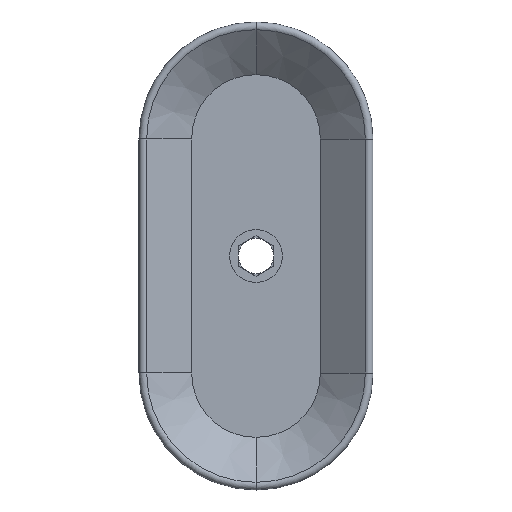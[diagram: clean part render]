
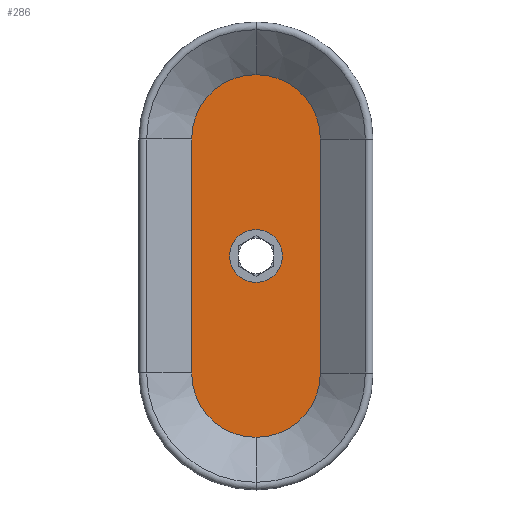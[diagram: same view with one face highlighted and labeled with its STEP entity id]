
A CAD part, front view. The second image highlights one B-rep face of the part: STEP entity #286.
In plain terms, the highlighted planar face has unit normal (0, -1, 0).
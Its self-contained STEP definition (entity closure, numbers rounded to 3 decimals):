
#286=ADVANCED_FACE('',(#642,#643),#644,.T.);
#642=FACE_BOUND('',#1064,.T.);
#643=FACE_OUTER_BOUND('',#1065,.T.);
#644=PLANE('',#1066);
#1064=EDGE_LOOP('',(#3191,#3192));
#1065=EDGE_LOOP('',(#3193,#3194,#3195,#3196,#3197,#3198));
#1066=AXIS2_PLACEMENT_3D('',#3199,#3200,#3201);
#3191=ORIENTED_EDGE('',*,*,#3795,.F.);
#3192=ORIENTED_EDGE('',*,*,#3979,.F.);
#3193=ORIENTED_EDGE('',*,*,#3969,.T.);
#3194=ORIENTED_EDGE('',*,*,#3800,.T.);
#3195=ORIENTED_EDGE('',*,*,#3973,.T.);
#3196=ORIENTED_EDGE('',*,*,#3975,.T.);
#3197=ORIENTED_EDGE('',*,*,#3738,.T.);
#3198=ORIENTED_EDGE('',*,*,#3977,.T.);
#3199=CARTESIAN_POINT('',(0.,4.5,20.0));
#3200=DIRECTION('',(0.0,-1.0,0.0));
#3201=DIRECTION('',(0.0,0.0,-1.0));
#3738=EDGE_CURVE('',#4177,#4181,#4183,.T.);
#3795=EDGE_CURVE('',#4281,#4282,#4283,.T.);
#3800=EDGE_CURVE('',#4290,#4291,#4292,.T.);
#3969=EDGE_CURVE('',#4529,#4290,#4530,.T.);
#3973=EDGE_CURVE('',#4291,#4533,#4535,.T.);
#3975=EDGE_CURVE('',#4533,#4177,#4537,.T.);
#3977=EDGE_CURVE('',#4181,#4529,#4539,.T.);
#3979=EDGE_CURVE('',#4282,#4281,#4541,.T.);
#4177=VERTEX_POINT('',#4804);
#4181=VERTEX_POINT('',#4809);
#4183=CIRCLE('',#4812,11.0);
#4281=VERTEX_POINT('',#4928);
#4282=VERTEX_POINT('',#4929);
#4283=CIRCLE('',#4930,4.5);
#4290=VERTEX_POINT('',#4939);
#4291=VERTEX_POINT('',#4940);
#4292=CIRCLE('',#4941,11.0);
#4529=VERTEX_POINT('',#5479);
#4530=CIRCLE('',#5480,11.0);
#4533=VERTEX_POINT('',#5484);
#4535=LINE('',#5487,#5488);
#4537=CIRCLE('',#5490,11.0);
#4539=LINE('',#5492,#5493);
#4541=CIRCLE('',#5495,4.5);
#4804=CARTESIAN_POINT('',(0.,4.5,-31.0));
#4809=CARTESIAN_POINT('',(11.0,4.5,-20.));
#4812=AXIS2_PLACEMENT_3D('',#6279,#6280,#6281);
#4928=CARTESIAN_POINT('',(-4.5,4.5,0.));
#4929=CARTESIAN_POINT('',(4.5,4.5,0.));
#4930=AXIS2_PLACEMENT_3D('',#6378,#6379,#6380);
#4939=CARTESIAN_POINT('',(0.,4.5,31.0));
#4940=CARTESIAN_POINT('',(-11.0,4.5,20.0));
#4941=AXIS2_PLACEMENT_3D('',#6386,#6387,#6388);
#5479=CARTESIAN_POINT('',(11.0,4.5,20.));
#5480=AXIS2_PLACEMENT_3D('',#6571,#6572,#6573);
#5484=CARTESIAN_POINT('',(-11.0,4.5,-20.));
#5487=CARTESIAN_POINT('',(-11.0,4.5,20.0));
#5488=VECTOR('',#6576,1000.0);
#5490=AXIS2_PLACEMENT_3D('',#6577,#6578,#6579);
#5492=CARTESIAN_POINT('',(11.0,4.5,-20.));
#5493=VECTOR('',#6580,1000.0);
#5495=AXIS2_PLACEMENT_3D('',#6581,#6582,#6583);
#6279=CARTESIAN_POINT('',(0.0,4.5,-20.0));
#6280=DIRECTION('',(0.0,-1.0,0.0));
#6281=DIRECTION('',(0.0,0.0,-1.0));
#6378=CARTESIAN_POINT('',(0.,4.5,0.));
#6379=DIRECTION('',(0.0,-1.0,0.0));
#6380=DIRECTION('',(0.0,0.0,-1.0));
#6386=CARTESIAN_POINT('',(0.,4.5,20.0));
#6387=DIRECTION('',(0.0,-1.0,0.0));
#6388=DIRECTION('',(0.0,0.0,-1.0));
#6571=CARTESIAN_POINT('',(0.,4.5,20.0));
#6572=DIRECTION('',(0.0,-1.0,0.0));
#6573=DIRECTION('',(0.0,0.0,-1.0));
#6576=DIRECTION('',(0.,0.0,-1.0));
#6577=CARTESIAN_POINT('',(0.0,4.5,-20.0));
#6578=DIRECTION('',(0.0,-1.0,0.0));
#6579=DIRECTION('',(0.0,0.0,-1.0));
#6580=DIRECTION('',(0.,0.0,1.0));
#6581=CARTESIAN_POINT('',(0.,4.5,0.));
#6582=DIRECTION('',(0.0,-1.0,0.0));
#6583=DIRECTION('',(0.0,0.0,-1.0));
